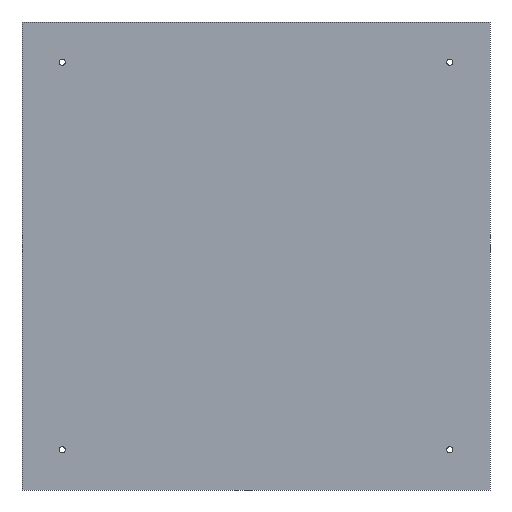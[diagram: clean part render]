
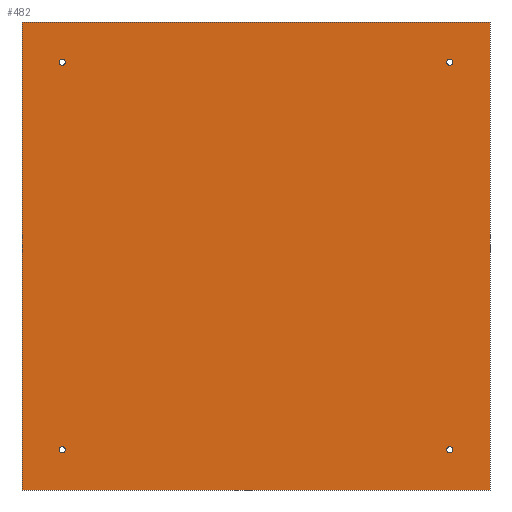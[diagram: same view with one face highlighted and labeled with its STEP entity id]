
A CAD part, front view. The second image highlights one B-rep face of the part: STEP entity #482.
In plain terms, the highlighted planar face has unit normal (0, -1, 0).
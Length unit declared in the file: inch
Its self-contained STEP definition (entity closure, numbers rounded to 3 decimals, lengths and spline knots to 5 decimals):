
#5 = DIRECTION ( 'NONE',  ( 0., 0., 1. ) ) ;
#7 = DIRECTION ( 'NONE',  ( 0., 1., 0. ) ) ;
#9 = AXIS2_PLACEMENT_3D ( 'NONE', #299, #134, #77 ) ;
#11 = ORIENTED_EDGE ( 'NONE', *, *, #332, .T. ) ;
#13 = DIRECTION ( 'NONE',  ( 0., 1., 0. ) ) ;
#14 = CARTESIAN_POINT ( 'NONE',  ( -9.625, -0.08, 9.781 ) ) ;
#19 = EDGE_CURVE ( 'NONE', #521, #656, #650, .T. ) ;
#32 = EDGE_LOOP ( 'NONE', ( #558, #391, #203 ) ) ;
#36 = DIRECTION ( 'NONE',  ( 0., 1., 0. ) ) ;
#39 = DIRECTION ( 'NONE',  ( 0., 0., 1. ) ) ;
#51 = AXIS2_PLACEMENT_3D ( 'NONE', #214, #518, #160 ) ;
#54 = DIRECTION ( 'NONE',  ( 0., 0., 1. ) ) ;
#59 = CARTESIAN_POINT ( 'NONE',  ( -9.625, -0.08, -9.625 ) ) ;
#62 = DIRECTION ( 'NONE',  ( 0., 0., 1. ) ) ;
#66 = DIRECTION ( 'NONE',  ( 0., 0., 1. ) ) ;
#67 = EDGE_CURVE ( 'NONE', #656, #167, #102, .T. ) ;
#77 = DIRECTION ( 'NONE',  ( 0., 0., 1. ) ) ;
#79 = CARTESIAN_POINT ( 'NONE',  ( -11.625, -0.08, -11.625 ) ) ;
#83 = EDGE_CURVE ( 'NONE', #167, #521, #209, .T. ) ;
#91 = CARTESIAN_POINT ( 'NONE',  ( -9.781, -0.08, -9.625 ) ) ;
#95 = CARTESIAN_POINT ( 'NONE',  ( 11.625, -0.08, -11.625 ) ) ;
#97 = VERTEX_POINT ( 'NONE', #14 ) ;
#102 = CIRCLE ( 'NONE', #121, 0.156 ) ;
#113 = DIRECTION ( 'NONE',  ( 0., 1., 0. ) ) ;
#114 = CIRCLE ( 'NONE', #489, 0.156 ) ;
#121 = AXIS2_PLACEMENT_3D ( 'NONE', #435, #319, #170 ) ;
#128 = CARTESIAN_POINT ( 'NONE',  ( 9.625, -0.08, -9.625 ) ) ;
#134 = DIRECTION ( 'NONE',  ( 0., 1., 0. ) ) ;
#135 = EDGE_CURVE ( 'NONE', #178, #360, #522, .T. ) ;
#143 = ORIENTED_EDGE ( 'NONE', *, *, #67, .T. ) ;
#157 = EDGE_LOOP ( 'NONE', ( #304, #527, #11 ) ) ;
#160 = DIRECTION ( 'NONE',  ( 0., 0., 1. ) ) ;
#161 = CARTESIAN_POINT ( 'NONE',  ( 9.625, -0.08, 9.625 ) ) ;
#165 = EDGE_CURVE ( 'NONE', #421, #634, #238, .T. ) ;
#167 = VERTEX_POINT ( 'NONE', #495 ) ;
#170 = DIRECTION ( 'NONE',  ( 0., 0., 1. ) ) ;
#171 = EDGE_CURVE ( 'NONE', #97, #178, #114, .T. ) ;
#178 = VERTEX_POINT ( 'NONE', #450 ) ;
#184 = AXIS2_PLACEMENT_3D ( 'NONE', #221, #539, #644 ) ;
#188 = CARTESIAN_POINT ( 'NONE',  ( -9.625, -0.08, 9.625 ) ) ;
#203 = ORIENTED_EDGE ( 'NONE', *, *, #530, .T. ) ;
#209 = CIRCLE ( 'NONE', #289, 0.156 ) ;
#211 = CIRCLE ( 'NONE', #184, 0.156 ) ;
#214 = CARTESIAN_POINT ( 'NONE',  ( -9.625, -0.08, -9.625 ) ) ;
#221 = CARTESIAN_POINT ( 'NONE',  ( 9.625, -0.08, -9.625 ) ) ;
#227 = LINE ( 'NONE', #543, #315 ) ;
#229 = VECTOR ( 'NONE', #244, 39.37008 ) ;
#238 = LINE ( 'NONE', #607, #229 ) ;
#244 = DIRECTION ( 'NONE',  ( 1., 0., 0. ) ) ;
#268 = DIRECTION ( 'NONE',  ( 0., 0., 1. ) ) ;
#271 = EDGE_CURVE ( 'NONE', #429, #357, #322, .T. ) ;
#272 = CARTESIAN_POINT ( 'NONE',  ( -11.625, -0.08, -11.625 ) ) ;
#278 = DIRECTION ( 'NONE',  ( 0., 0., -1. ) ) ;
#282 = DIRECTION ( 'NONE',  ( 0., 0., 1. ) ) ;
#289 = AXIS2_PLACEMENT_3D ( 'NONE', #655, #431, #268 ) ;
#291 = CIRCLE ( 'NONE', #51, 0.156 ) ;
#294 = ORIENTED_EDGE ( 'NONE', *, *, #19, .T. ) ;
#299 = CARTESIAN_POINT ( 'NONE',  ( 9.625, -0.08, -9.625 ) ) ;
#300 = VERTEX_POINT ( 'NONE', #520 ) ;
#304 = ORIENTED_EDGE ( 'NONE', *, *, #549, .T. ) ;
#312 = CARTESIAN_POINT ( 'NONE',  ( 9.625, -0.08, -9.469 ) ) ;
#313 = EDGE_LOOP ( 'NONE', ( #294, #143, #418 ) ) ;
#315 = VECTOR ( 'NONE', #278, 39.37008 ) ;
#319 = DIRECTION ( 'NONE',  ( 0., 1., 0. ) ) ;
#320 = FACE_BOUND ( 'NONE', #313, .T. ) ;
#322 = CIRCLE ( 'NONE', #9, 0.156 ) ;
#323 = FACE_BOUND ( 'NONE', #679, .T. ) ;
#330 = ORIENTED_EDGE ( 'NONE', *, *, #135, .T. ) ;
#332 = EDGE_CURVE ( 'NONE', #300, #686, #291, .T. ) ;
#338 = DIRECTION ( 'NONE',  ( 0., 0., 1. ) ) ;
#340 = CARTESIAN_POINT ( 'NONE',  ( -9.625, -0.08, 9.625 ) ) ;
#352 = ORIENTED_EDGE ( 'NONE', *, *, #685, .T. ) ;
#357 = VERTEX_POINT ( 'NONE', #567 ) ;
#359 = CARTESIAN_POINT ( 'NONE',  ( -11.625, -0.08, 11.625 ) ) ;
#360 = VERTEX_POINT ( 'NONE', #462 ) ;
#368 = EDGE_CURVE ( 'NONE', #407, #300, #523, .T. ) ;
#377 = VECTOR ( 'NONE', #282, 39.37008 ) ;
#380 = DIRECTION ( 'NONE',  ( 0., 1., 0. ) ) ;
#391 = ORIENTED_EDGE ( 'NONE', *, *, #271, .T. ) ;
#407 = VERTEX_POINT ( 'NONE', #626 ) ;
#418 = ORIENTED_EDGE ( 'NONE', *, *, #83, .T. ) ;
#421 = VERTEX_POINT ( 'NONE', #359 ) ;
#429 = VERTEX_POINT ( 'NONE', #312 ) ;
#431 = DIRECTION ( 'NONE',  ( 0., 1., 0. ) ) ;
#434 = FACE_BOUND ( 'NONE', #157, .T. ) ;
#435 = CARTESIAN_POINT ( 'NONE',  ( 9.625, -0.08, 9.625 ) ) ;
#436 = ORIENTED_EDGE ( 'NONE', *, *, #680, .F. ) ;
#440 = LINE ( 'NONE', #449, #604 ) ;
#445 = AXIS2_PLACEMENT_3D ( 'NONE', #340, #453, #493 ) ;
#449 = CARTESIAN_POINT ( 'NONE',  ( 11.625, -0.08, -11.625 ) ) ;
#450 = CARTESIAN_POINT ( 'NONE',  ( -9.469, -0.08, 9.625 ) ) ;
#453 = DIRECTION ( 'NONE',  ( 0., 1., 0. ) ) ;
#455 = EDGE_LOOP ( 'NONE', ( #436, #682, #519, #574 ) ) ;
#462 = CARTESIAN_POINT ( 'NONE',  ( -9.781, -0.08, 9.625 ) ) ;
#463 = ORIENTED_EDGE ( 'NONE', *, *, #171, .T. ) ;
#467 = AXIS2_PLACEMENT_3D ( 'NONE', #188, #621, #338 ) ;
#469 = AXIS2_PLACEMENT_3D ( 'NONE', #534, #13, #586 ) ;
#478 = CIRCLE ( 'NONE', #572, 0.156 ) ;
#482 = ADVANCED_FACE ( 'NONE', ( #434, #323, #320, #483, #485 ), #646, .F. ) ;
#483 = FACE_BOUND ( 'NONE', #32, .T. ) ;
#485 = FACE_OUTER_BOUND ( 'NONE', #455, .T. ) ;
#489 = AXIS2_PLACEMENT_3D ( 'NONE', #562, #36, #39 ) ;
#493 = DIRECTION ( 'NONE',  ( 0., 0., 1. ) ) ;
#494 = CARTESIAN_POINT ( 'NONE',  ( 9.625, -0.08, 9.781 ) ) ;
#495 = CARTESIAN_POINT ( 'NONE',  ( 9.781, -0.08, 9.625 ) ) ;
#518 = DIRECTION ( 'NONE',  ( 0., 1., 0. ) ) ;
#519 = ORIENTED_EDGE ( 'NONE', *, *, #165, .F. ) ;
#520 = CARTESIAN_POINT ( 'NONE',  ( -9.469, -0.08, -9.625 ) ) ;
#521 = VERTEX_POINT ( 'NONE', #641 ) ;
#522 = CIRCLE ( 'NONE', #467, 0.156 ) ;
#523 = CIRCLE ( 'NONE', #619, 0.156 ) ;
#527 = ORIENTED_EDGE ( 'NONE', *, *, #368, .T. ) ;
#528 = CARTESIAN_POINT ( 'NONE',  ( -9.625, -0.08, -9.625 ) ) ;
#530 = EDGE_CURVE ( 'NONE', #357, #612, #478, .T. ) ;
#533 = EDGE_CURVE ( 'NONE', #634, #637, #227, .T. ) ;
#534 = CARTESIAN_POINT ( 'NONE',  ( 0., -0.08, 0. ) ) ;
#536 = CIRCLE ( 'NONE', #445, 0.156 ) ;
#539 = DIRECTION ( 'NONE',  ( 0., 1., 0. ) ) ;
#543 = CARTESIAN_POINT ( 'NONE',  ( 11.625, -0.08, 11.625 ) ) ;
#549 = EDGE_CURVE ( 'NONE', #686, #407, #584, .T. ) ;
#556 = CARTESIAN_POINT ( 'NONE',  ( 11.625, -0.08, 11.625 ) ) ;
#558 = ORIENTED_EDGE ( 'NONE', *, *, #587, .T. ) ;
#562 = CARTESIAN_POINT ( 'NONE',  ( -9.625, -0.08, 9.625 ) ) ;
#567 = CARTESIAN_POINT ( 'NONE',  ( 9.781, -0.08, -9.625 ) ) ;
#572 = AXIS2_PLACEMENT_3D ( 'NONE', #128, #380, #66 ) ;
#574 = ORIENTED_EDGE ( 'NONE', *, *, #627, .F. ) ;
#584 = CIRCLE ( 'NONE', #653, 0.156 ) ;
#586 = DIRECTION ( 'NONE',  ( 0., 0., 1. ) ) ;
#587 = EDGE_CURVE ( 'NONE', #612, #429, #211, .T. ) ;
#598 = CARTESIAN_POINT ( 'NONE',  ( 9.469, -0.08, -9.625 ) ) ;
#600 = AXIS2_PLACEMENT_3D ( 'NONE', #161, #113, #54 ) ;
#603 = VERTEX_POINT ( 'NONE', #272 ) ;
#604 = VECTOR ( 'NONE', #669, 39.37008 ) ;
#607 = CARTESIAN_POINT ( 'NONE',  ( -11.625, -0.08, 11.625 ) ) ;
#612 = VERTEX_POINT ( 'NONE', #598 ) ;
#619 = AXIS2_PLACEMENT_3D ( 'NONE', #528, #681, #5 ) ;
#621 = DIRECTION ( 'NONE',  ( 0., 1., 0. ) ) ;
#626 = CARTESIAN_POINT ( 'NONE',  ( -9.625, -0.08, -9.469 ) ) ;
#627 = EDGE_CURVE ( 'NONE', #603, #421, #666, .T. ) ;
#634 = VERTEX_POINT ( 'NONE', #556 ) ;
#637 = VERTEX_POINT ( 'NONE', #95 ) ;
#641 = CARTESIAN_POINT ( 'NONE',  ( 9.469, -0.08, 9.625 ) ) ;
#644 = DIRECTION ( 'NONE',  ( 0., 0., 1. ) ) ;
#646 = PLANE ( 'NONE',  #469 ) ;
#650 = CIRCLE ( 'NONE', #600, 0.156 ) ;
#653 = AXIS2_PLACEMENT_3D ( 'NONE', #59, #7, #62 ) ;
#655 = CARTESIAN_POINT ( 'NONE',  ( 9.625, -0.08, 9.625 ) ) ;
#656 = VERTEX_POINT ( 'NONE', #494 ) ;
#666 = LINE ( 'NONE', #79, #377 ) ;
#669 = DIRECTION ( 'NONE',  ( -1., 0., 0. ) ) ;
#679 = EDGE_LOOP ( 'NONE', ( #352, #463, #330 ) ) ;
#680 = EDGE_CURVE ( 'NONE', #637, #603, #440, .T. ) ;
#681 = DIRECTION ( 'NONE',  ( 0., 1., 0. ) ) ;
#682 = ORIENTED_EDGE ( 'NONE', *, *, #533, .F. ) ;
#685 = EDGE_CURVE ( 'NONE', #360, #97, #536, .T. ) ;
#686 = VERTEX_POINT ( 'NONE', #91 ) ;
